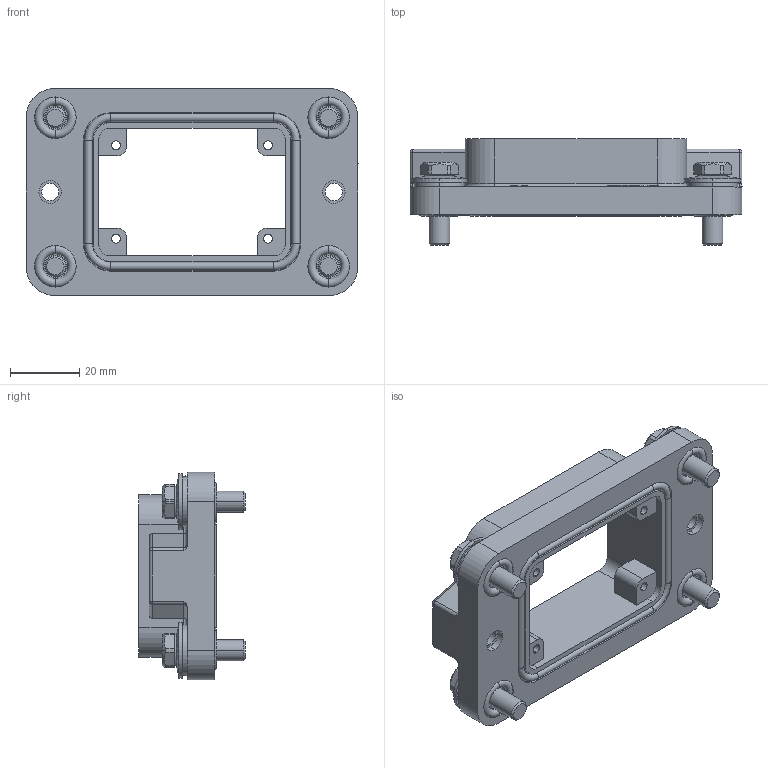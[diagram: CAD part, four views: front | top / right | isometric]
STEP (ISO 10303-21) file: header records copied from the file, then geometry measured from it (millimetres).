
FILE_DESCRIPTION(/* description */ (''),/* implementation_level */ '2;1');
FILE_NAME(/* name */ '3D_1150063201001_HP6B-BK-2H_V1.1_stp.stp',/* time_stamp */ '2024-01-16T14:36:21+08:00',/* author */ (''),/* organization */ (''),/* preprocessor_version */ 'ST-DEVELOPER v18.1',/* originating_system */ 'SIEMENS PLM Software NX 1980',/* authorisation */ '');
FILE_SCHEMA (('AUTOMOTIVE_DESIGN { 1 0 10303 214 3 1 1 1 }'));
Length unit declared in the file: millimetre
Products named in the file (1): 3D_1150063201001_HP6B-BK-2H_V1.1_stp
Bounding box: 96 x 30.8 x 60 mm (x, y, z)
Volume: 55257 mm3; surface area: 24019.4 mm2
Topology: 1 solids, 9 shells, 504 faces, 1250 edges, 803 vertices
Faces by surface type: plane 207, cylinder 187, cone 62, torus 44, sphere 4
Entity records: 15263 total; most frequent: CARTESIAN_POINT 2976, DIRECTION 2641, ORIENTED_EDGE 2500, EDGE_CURVE 1250, AXIS2_PLACEMENT_3D 996, VERTEX_POINT 803, LINE 649, VECTOR 649
